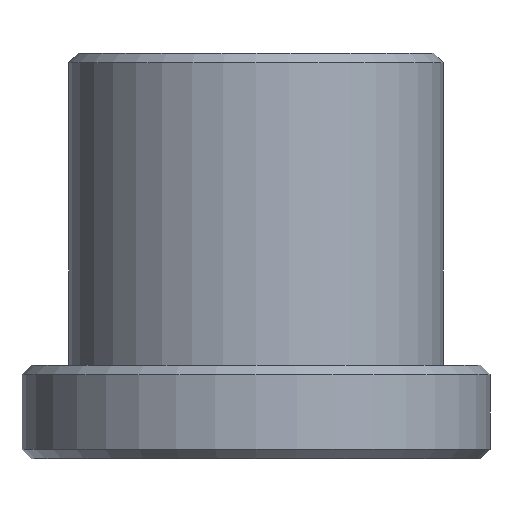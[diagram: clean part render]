
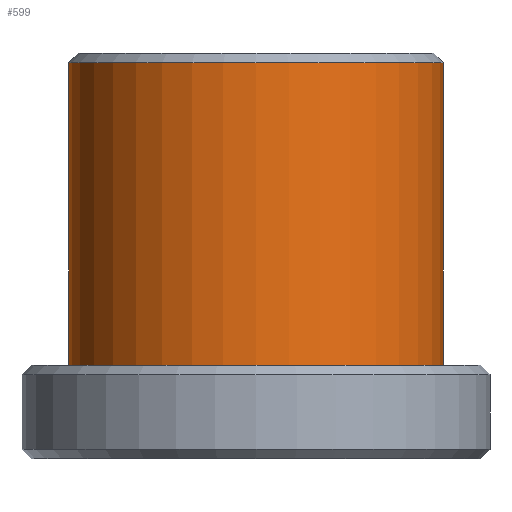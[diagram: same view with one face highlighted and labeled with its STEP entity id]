
A CAD part, front view. The second image highlights one B-rep face of the part: STEP entity #599.
In plain terms, the highlighted cylindrical face has radius 6 mm (diameter 12 mm), a partial arc.
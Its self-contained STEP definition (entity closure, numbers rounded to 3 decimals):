
#41 = ORIENTED_EDGE ( 'NONE', *, *, #1077, .T. ) ;
#88 = EDGE_CURVE ( 'NONE', #459, #373, #536, .T. ) ;
#105 = AXIS2_PLACEMENT_3D ( 'NONE', #604, #1373, #718 ) ;
#135 = DIRECTION ( 'NONE',  ( -1., 0., 0. ) ) ;
#195 = CARTESIAN_POINT ( 'NONE',  ( 6., 0., 3. ) ) ;
#241 = CYLINDRICAL_SURFACE ( 'NONE', #1360, 6. ) ;
#288 = DIRECTION ( 'NONE',  ( 0., 0., -1. ) ) ;
#319 = DIRECTION ( 'NONE',  ( 0., 0., -1. ) ) ;
#326 = CARTESIAN_POINT ( 'NONE',  ( 0., 0., 13. ) ) ;
#335 = AXIS2_PLACEMENT_3D ( 'NONE', #953, #288, #1073 ) ;
#342 = VERTEX_POINT ( 'NONE', #585 ) ;
#373 = VERTEX_POINT ( 'NONE', #1147 ) ;
#459 = VERTEX_POINT ( 'NONE', #1006 ) ;
#509 = CARTESIAN_POINT ( 'NONE',  ( 6., 0., 13. ) ) ;
#520 = EDGE_LOOP ( 'NONE', ( #1091, #41, #1277, #1049 ) ) ;
#528 = CIRCLE ( 'NONE', #335, 6. ) ;
#534 = FACE_OUTER_BOUND ( 'NONE', #520, .T. ) ;
#536 = LINE ( 'NONE', #1442, #1135 ) ;
#585 = CARTESIAN_POINT ( 'NONE',  ( 6., 0., 12.7 ) ) ;
#599 = ADVANCED_FACE ( 'NONE', ( #534 ), #241, .T. ) ;
#604 = CARTESIAN_POINT ( 'NONE',  ( 0., 0., 12.7 ) ) ;
#718 = DIRECTION ( 'NONE',  ( 1., 0., 0. ) ) ;
#897 = CIRCLE ( 'NONE', #105, 6. ) ;
#953 = CARTESIAN_POINT ( 'NONE',  ( 0., 0., 3. ) ) ;
#1006 = CARTESIAN_POINT ( 'NONE',  ( -6., 0., 12.7 ) ) ;
#1049 = ORIENTED_EDGE ( 'NONE', *, *, #1122, .F. ) ;
#1073 = DIRECTION ( 'NONE',  ( -1., 0., 0. ) ) ;
#1077 = EDGE_CURVE ( 'NONE', #342, #459, #897, .T. ) ;
#1078 = DIRECTION ( 'NONE',  ( 0., 0., -1. ) ) ;
#1091 = ORIENTED_EDGE ( 'NONE', *, *, #1178, .F. ) ;
#1114 = DIRECTION ( 'NONE',  ( 0., 0., -1. ) ) ;
#1122 = EDGE_CURVE ( 'NONE', #1204, #373, #528, .T. ) ;
#1135 = VECTOR ( 'NONE', #1114, 1000. ) ;
#1147 = CARTESIAN_POINT ( 'NONE',  ( -6., 0., 3. ) ) ;
#1178 = EDGE_CURVE ( 'NONE', #342, #1204, #1343, .T. ) ;
#1204 = VERTEX_POINT ( 'NONE', #195 ) ;
#1277 = ORIENTED_EDGE ( 'NONE', *, *, #88, .T. ) ;
#1310 = VECTOR ( 'NONE', #1078, 1000. ) ;
#1343 = LINE ( 'NONE', #509, #1310 ) ;
#1360 = AXIS2_PLACEMENT_3D ( 'NONE', #326, #319, #135 ) ;
#1373 = DIRECTION ( 'NONE',  ( 0., 0., -1. ) ) ;
#1442 = CARTESIAN_POINT ( 'NONE',  ( -6., 0., 13. ) ) ;
